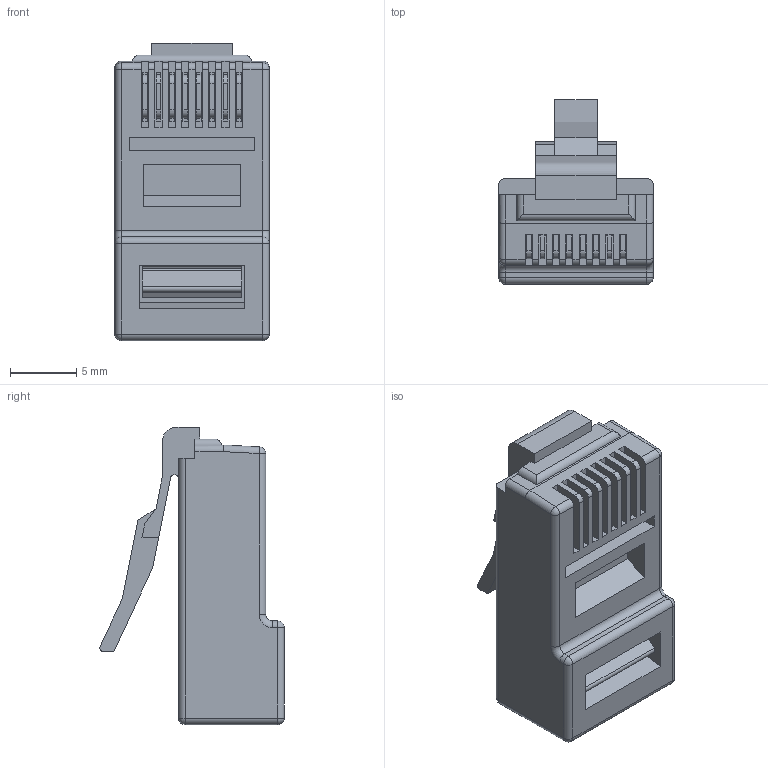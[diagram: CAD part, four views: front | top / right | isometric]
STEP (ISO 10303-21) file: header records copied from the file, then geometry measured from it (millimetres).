
FILE_DESCRIPTION (( 'STEP AP214' ), '1' );
FILE_NAME ('RJ45 Plug.STEP', '2019-03-06T17:18:39', ( 'Admin' ), ( '' ), 'SwSTEP 2.0', 'SolidWorks 2018', '' );
FILE_SCHEMA (( 'AUTOMOTIVE_DESIGN' ));
Length unit declared in the file: millimetre
Products named in the file (3): RJ45 Plug; RJ45 Body^RJ45_00; RJ45 Pin^RJ45_00
Assembly tree (9 placements, depth 2):
  RJ45 Plug
    RJ45 Body^RJ45_00
    RJ45 Pin^RJ45_00  x8
Bounding box: 11.68 x 13.97 x 22.51 mm (x, y, z)
Volume: 1312.6 mm3; surface area: 2154.6 mm2
Topology: 9 solids, 9 shells, 418 faces, 1123 edges, 717 vertices
Faces by surface type: plane 313, cylinder 95, sphere 8, torus 2
Entity records: 8032 total; most frequent: CARTESIAN_POINT 1418, ORIENTED_EDGE 1362, DIRECTION 1356, EDGE_CURVE 681, VECTOR 510, LINE 510, VERTEX_POINT 437, AXIS2_PLACEMENT_3D 423
